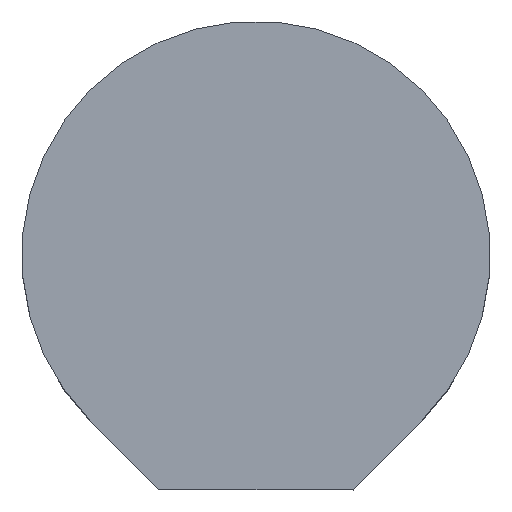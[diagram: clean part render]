
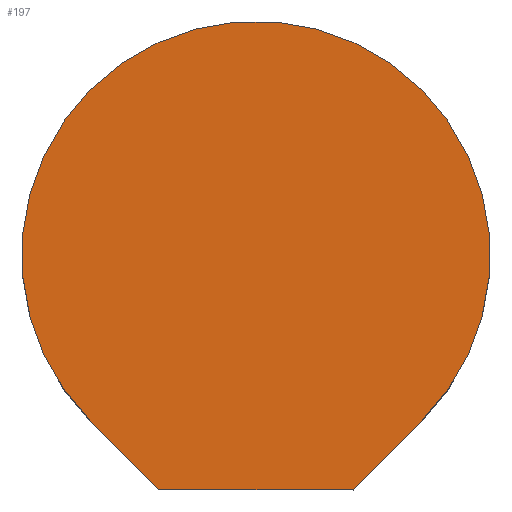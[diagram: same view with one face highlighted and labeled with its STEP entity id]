
A CAD part, top view. The second image highlights one B-rep face of the part: STEP entity #197.
In plain terms, the highlighted planar face has unit normal (0, 0, 1).
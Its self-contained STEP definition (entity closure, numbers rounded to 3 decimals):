
#19=CIRCLE('',#223,2.5);
#31=FACE_OUTER_BOUND('',#43,.T.);
#43=EDGE_LOOP('',(#171,#172,#173,#174));
#60=LINE('',#321,#81);
#64=LINE('',#330,#85);
#65=LINE('',#332,#86);
#81=VECTOR('',#263,10.);
#85=VECTOR('',#273,10.);
#86=VECTOR('',#276,10.);
#100=VERTEX_POINT('',#318);
#101=VERTEX_POINT('',#320);
#102=VERTEX_POINT('',#324);
#103=VERTEX_POINT('',#328);
#122=EDGE_CURVE('',#100,#101,#60,.T.);
#125=EDGE_CURVE('',#100,#102,#19,.T.);
#127=EDGE_CURVE('',#103,#102,#64,.T.);
#128=EDGE_CURVE('',#101,#103,#65,.T.);
#171=ORIENTED_EDGE('',*,*,#122,.F.);
#172=ORIENTED_EDGE('',*,*,#125,.T.);
#173=ORIENTED_EDGE('',*,*,#127,.F.);
#174=ORIENTED_EDGE('',*,*,#128,.F.);
#186=PLANE('',#226);
#197=ADVANCED_FACE('',(#31),#186,.T.);
#223=AXIS2_PLACEMENT_3D('',#326,#268,#269);
#226=AXIS2_PLACEMENT_3D('',#333,#277,#278);
#263=DIRECTION('',(-0.707,-0.707,0.));
#268=DIRECTION('center_axis',(0.,0.,
1.));
#269=DIRECTION('ref_axis',(0.707,-0.707,0.));
#273=DIRECTION('',(-0.707,0.707,0.));
#276=DIRECTION('',(-1.,0.,0.));
#277=DIRECTION('center_axis',(0.,0.,
1.));
#278=DIRECTION('ref_axis',(1.,0.,0.));
#318=CARTESIAN_POINT('',(7.458,-11.485,67.103));
#320=CARTESIAN_POINT('',(6.726,-12.217,67.103));
#321=CARTESIAN_POINT('',(7.458,-11.485,67.103));
#324=CARTESIAN_POINT('',(3.922,-11.485,67.103));
#326=CARTESIAN_POINT('Origin',(5.69,-9.717,67.103));
#328=CARTESIAN_POINT('',(4.655,-12.217,67.103));
#330=CARTESIAN_POINT('',(4.655,-12.217,67.103));
#332=CARTESIAN_POINT('',(6.726,-12.217,67.103));
#333=CARTESIAN_POINT('Origin',(0.001,-2.122,67.105));
